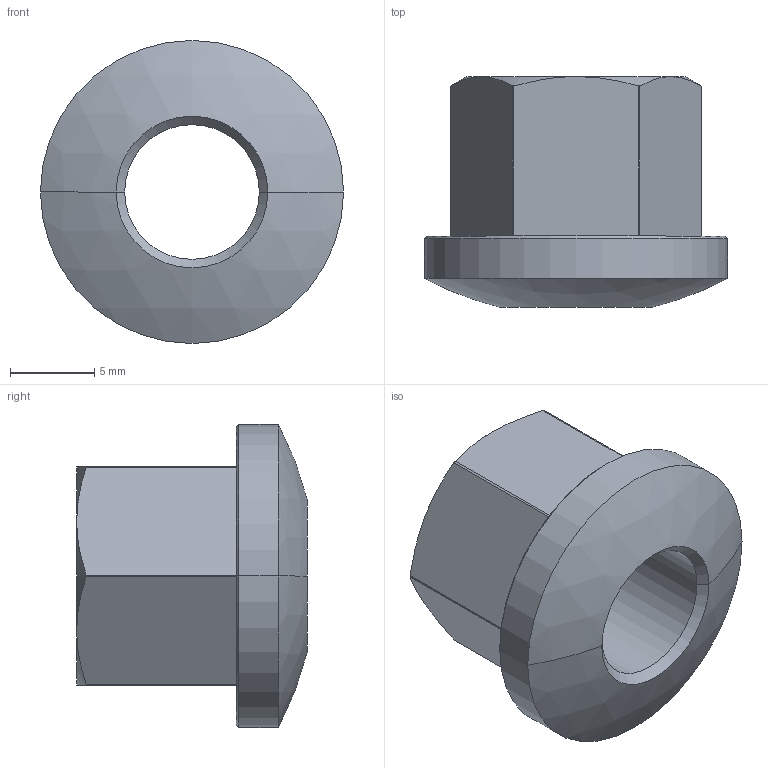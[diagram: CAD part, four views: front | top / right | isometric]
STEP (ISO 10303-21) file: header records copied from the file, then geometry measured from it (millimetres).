
FILE_DESCRIPTION (( 'STEP AP203' ), '1' );
FILE_NAME ('WDS-407-252.step', '2011-03-02T11:43:52', ( 'SysAdmin' ), ( 'SolidWorks' ), 'SwSTEP 2.0', 'SolidWorks 2011', '' );
FILE_SCHEMA (( 'CONFIG_CONTROL_DESIGN' ));
Length unit declared in the file: millimetre
Products named in the file (2): WDS-407-252_407_407-252; WDS-407-252
Assembly tree (1 placements, depth 2):
  WDS-407-252
    WDS-407-252_407_407-252
Bounding box: 18 x 13.7 x 18 mm (x, y, z)
Volume: 1605 mm3; surface area: 1316.2 mm2
Topology: 1 solids, 1 shells, 32 faces, 75 edges, 45 vertices
Faces by surface type: cone 11, cylinder 11, plane 8, sphere 2
Entity records: 1158 total; most frequent: CARTESIAN_POINT 224, DIRECTION 170, ORIENTED_EDGE 150, EDGE_CURVE 75, AXIS2_PLACEMENT_3D 71, VERTEX_POINT 45, CIRCLE 35, EDGE_LOOP 34
